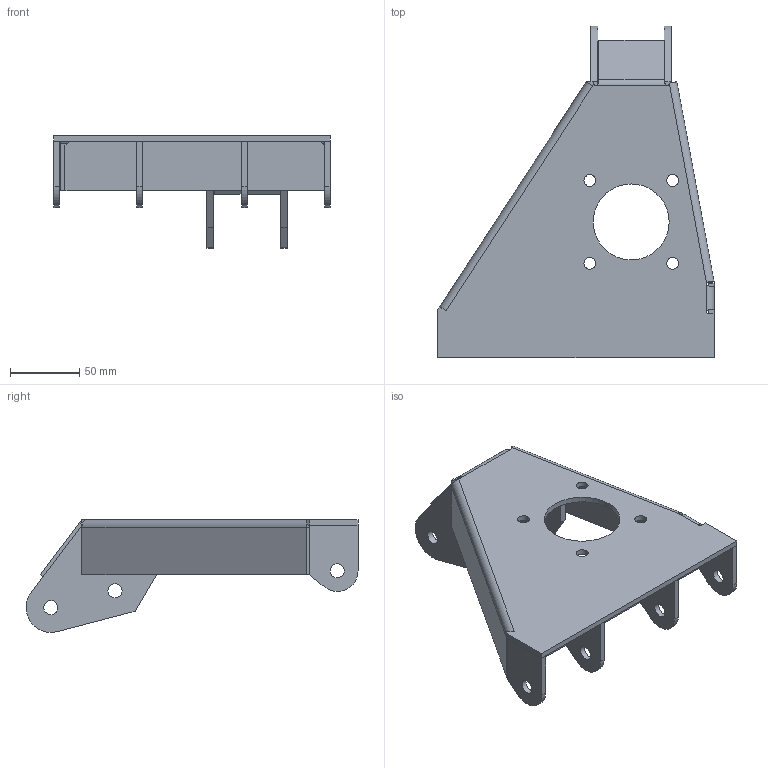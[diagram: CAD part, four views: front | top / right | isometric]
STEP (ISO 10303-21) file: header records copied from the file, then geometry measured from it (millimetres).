
FILE_DESCRIPTION(/* description */ (''),/* implementation_level */ '2;1');
FILE_NAME(/* name */ 'PORTAMOZZO_POSTERIORE_20_MIR_ASM.stp',/* time_stamp */ '2016-06-02T11:13:43+02:00',/* author */ (''),/* organization */ (''),/* preprocessor_version */ 'ST-DEVELOPER v16.5',/* originating_system */ 'Autodesk Translation Framework v5.0.0.3310',/* authorisation */ '');
FILE_SCHEMA (('AUTOMOTIVE_DESIGN { 1 0 10303 214 3 1 1 }'));
Length unit declared in the file: centimetre
Products named in the file (7): PORTAMOZZO_POSTERIORE_20_MIR_ASM; PIASTRA_PORTAMOZZO_POST_18_MIR; STAFFA_PORTAMOZZO_4_MIR; CERNIERA_PORTAMOZZO_POST_2_MIR; RINF_PORTAMOZZO_POST_2_MIR; RINF_VERT_PORTAMOZZO_POST_5_MIR; PRT0007_MIR
Assembly tree (10 placements, depth 2):
  PORTAMOZZO_POSTERIORE_20_MIR_ASM
    PIASTRA_PORTAMOZZO_POST_18_MIR
    CERNIERA_PORTAMOZZO_POST_2_MIR  x4
    STAFFA_PORTAMOZZO_4_MIR  x2
    RINF_PORTAMOZZO_POST_2_MIR
    RINF_VERT_PORTAMOZZO_POST_5_MIR
    PRT0007_MIR
Bounding box: 200 x 240.5 x 81.65 mm (x, y, z)
Volume: 292320.1 mm3; surface area: 156524.9 mm2
Topology: 10 solids, 12 shells, 136 faces, 320 edges, 204 vertices
Faces by surface type: plane 101, cylinder 31, bspline 4
Full cylindrical faces by diameter (mm): 8.5 x4, 10.15 x4, 10.2 x4, 55 x1
Entity records: 3305 total; most frequent: CARTESIAN_POINT 789, DIRECTION 498, ORIENTED_EDGE 470, EDGE_CURVE 234, LINE 176, VECTOR 176, AXIS2_PLACEMENT_3D 161, VERTEX_POINT 152
